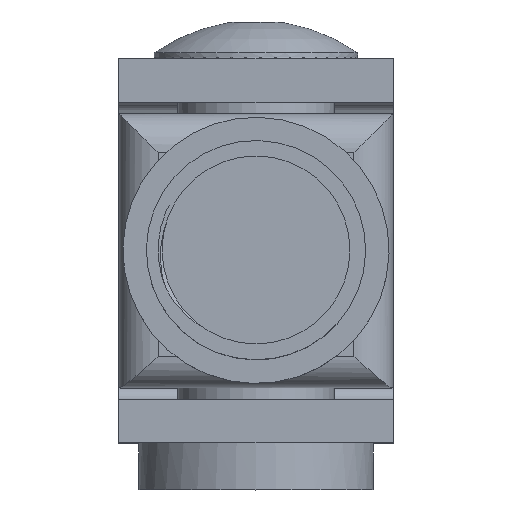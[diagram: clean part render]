
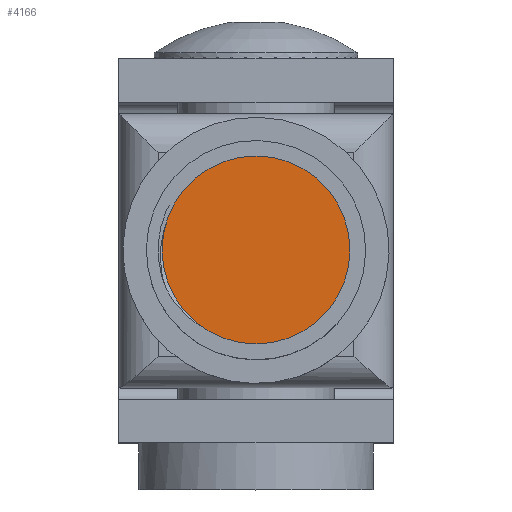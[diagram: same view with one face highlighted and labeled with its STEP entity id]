
A CAD part, top view. The second image highlights one B-rep face of the part: STEP entity #4166.
In plain terms, the highlighted face is planar.
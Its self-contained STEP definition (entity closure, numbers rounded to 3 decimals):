
#3560 = CARTESIAN_POINT ( 'NONE',  ( -55., 17.5, -17.5 ) ) ;
#4166 = ADVANCED_FACE ( 'NONE', ( #25613 ), #8406, .T. ) ;
#4179 = CARTESIAN_POINT ( 'NONE',  ( -55., 17.5, -5.5 ) ) ;
#5261 = VERTEX_POINT ( 'NONE', #4179 ) ;
#5264 = ORIENTED_EDGE ( 'NONE', *, *, #30017, .T. ) ;
#8406 = PLANE ( 'NONE',  #19765 ) ;
#10307 = DIRECTION ( 'NONE',  ( 0., 0., 1. ) ) ;
#12951 = DIRECTION ( 'NONE',  ( -1., 0., 0. ) ) ;
#16089 = CARTESIAN_POINT ( 'NONE',  ( -55., 17.5, -17.5 ) ) ;
#19358 = CIRCLE ( 'NONE', #25567, 12. ) ;
#19765 = AXIS2_PLACEMENT_3D ( 'NONE', #3560, #12951, #10307 ) ;
#21811 = DIRECTION ( 'NONE',  ( 0., 0., 1. ) ) ;
#25567 = AXIS2_PLACEMENT_3D ( 'NONE', #16089, #26296, #21811 ) ;
#25613 = FACE_OUTER_BOUND ( 'NONE', #26232, .T. ) ;
#26232 = EDGE_LOOP ( 'NONE', ( #5264 ) ) ;
#26296 = DIRECTION ( 'NONE',  ( -1., 0., 0. ) ) ;
#30017 = EDGE_CURVE ( 'NONE', #5261, #5261, #19358, .T. ) ;
